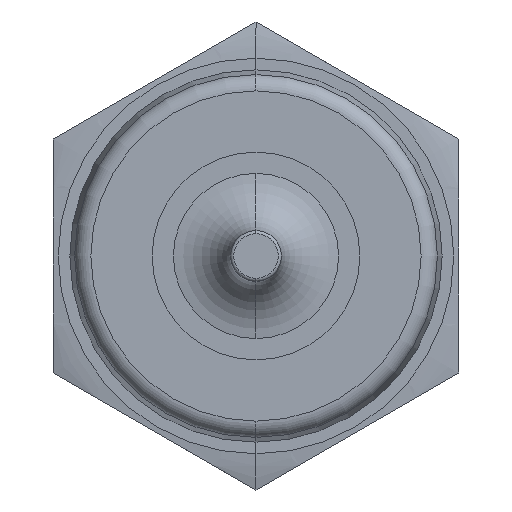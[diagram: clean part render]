
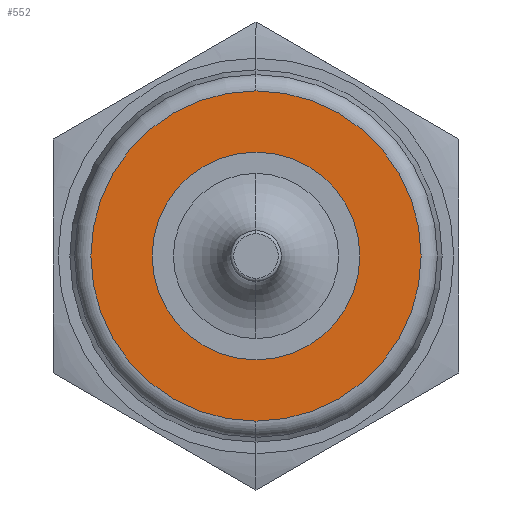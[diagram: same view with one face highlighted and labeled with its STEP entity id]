
A CAD part, left-side view. The second image highlights one B-rep face of the part: STEP entity #552.
In plain terms, the highlighted planar face has unit normal (-1, 0, 0).
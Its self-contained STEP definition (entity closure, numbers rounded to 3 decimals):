
#11 = FACE_OUTER_BOUND ( 'NONE', #1751, .T. ) ;
#19 = CARTESIAN_POINT ( 'NONE',  ( 14.469, 0., 20.372 ) ) ;
#20 = EDGE_CURVE ( 'NONE', #1532, #1365, #1089, .T. ) ;
#98 = CIRCLE ( 'NONE', #496, 12.809 ) ;
#271 = EDGE_CURVE ( 'NONE', #1365, #1532, #785, .T. ) ;
#350 = AXIS2_PLACEMENT_3D ( 'NONE', #790, #798, #1535 ) ;
#424 = DIRECTION ( 'NONE',  ( -1., 0., 0. ) ) ;
#493 = AXIS2_PLACEMENT_3D ( 'NONE', #851, #424, #1004 ) ;
#496 = AXIS2_PLACEMENT_3D ( 'NONE', #663, #808, #1527 ) ;
#552 = ADVANCED_FACE ( 'NONE', ( #1604, #11 ), #959, .F. ) ;
#663 = CARTESIAN_POINT ( 'NONE',  ( 14.469, 0., 0. ) ) ;
#785 = CIRCLE ( 'NONE', #493, 20.372 ) ;
#790 = CARTESIAN_POINT ( 'NONE',  ( 14.469, 0., 0. ) ) ;
#794 = CIRCLE ( 'NONE', #1440, 12.809 ) ;
#798 = DIRECTION ( 'NONE',  ( 1., 0., 0. ) ) ;
#808 = DIRECTION ( 'NONE',  ( -1., 0., 0. ) ) ;
#842 = CARTESIAN_POINT ( 'NONE',  ( 14.469, 0., 0. ) ) ;
#843 = ORIENTED_EDGE ( 'NONE', *, *, #1619, .F. ) ;
#851 = CARTESIAN_POINT ( 'NONE',  ( 14.469, 0., 0. ) ) ;
#859 = DIRECTION ( 'NONE',  ( 0., 0., 1. ) ) ;
#959 = PLANE ( 'NONE',  #350 ) ;
#999 = ORIENTED_EDGE ( 'NONE', *, *, #20, .T. ) ;
#1004 = DIRECTION ( 'NONE',  ( 0., 0., 1. ) ) ;
#1089 = CIRCLE ( 'NONE', #1090, 20.372 ) ;
#1090 = AXIS2_PLACEMENT_3D ( 'NONE', #842, #1840, #1847 ) ;
#1191 = EDGE_LOOP ( 'NONE', ( #1514, #843 ) ) ;
#1260 = CARTESIAN_POINT ( 'NONE',  ( 14.469, 0., -12.809 ) ) ;
#1265 = VERTEX_POINT ( 'NONE', #1260 ) ;
#1365 = VERTEX_POINT ( 'NONE', #19 ) ;
#1421 = DIRECTION ( 'NONE',  ( -1., 0., 0. ) ) ;
#1440 = AXIS2_PLACEMENT_3D ( 'NONE', #1556, #1421, #859 ) ;
#1514 = ORIENTED_EDGE ( 'NONE', *, *, #1789, .F. ) ;
#1527 = DIRECTION ( 'NONE',  ( 0., 0., 1. ) ) ;
#1532 = VERTEX_POINT ( 'NONE', #1692 ) ;
#1535 = DIRECTION ( 'NONE',  ( 0., 0., -1. ) ) ;
#1556 = CARTESIAN_POINT ( 'NONE',  ( 14.469, 0., 0. ) ) ;
#1604 = FACE_BOUND ( 'NONE', #1191, .T. ) ;
#1606 = VERTEX_POINT ( 'NONE', #1732 ) ;
#1619 = EDGE_CURVE ( 'NONE', #1265, #1606, #794, .T. ) ;
#1689 = ORIENTED_EDGE ( 'NONE', *, *, #271, .T. ) ;
#1692 = CARTESIAN_POINT ( 'NONE',  ( 14.469, 0., -20.372 ) ) ;
#1732 = CARTESIAN_POINT ( 'NONE',  ( 14.469, 0., 12.809 ) ) ;
#1751 = EDGE_LOOP ( 'NONE', ( #1689, #999 ) ) ;
#1789 = EDGE_CURVE ( 'NONE', #1606, #1265, #98, .T. ) ;
#1840 = DIRECTION ( 'NONE',  ( -1., 0., 0. ) ) ;
#1847 = DIRECTION ( 'NONE',  ( 0., 0., 1. ) ) ;
